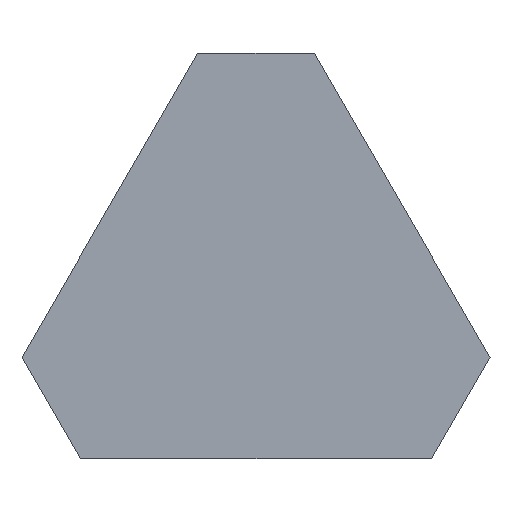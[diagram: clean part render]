
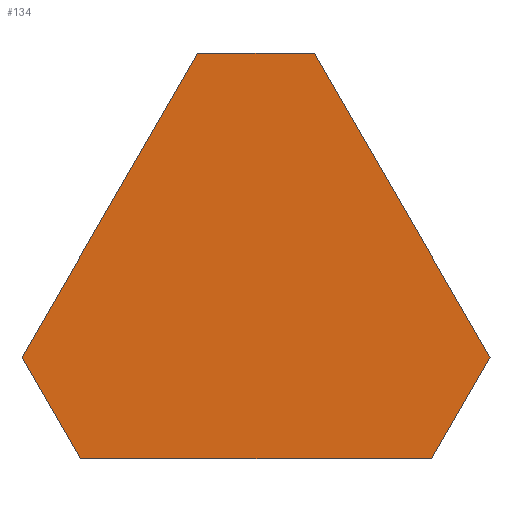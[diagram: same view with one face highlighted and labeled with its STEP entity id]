
A CAD part, top view. The second image highlights one B-rep face of the part: STEP entity #134.
In plain terms, the highlighted planar face has unit normal (0, 0, 1).
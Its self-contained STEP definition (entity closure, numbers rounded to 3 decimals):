
#5 = DIRECTION ( 'NONE',  ( 0., 0., 1. ) ) ;
#6 = VERTEX_POINT ( 'NONE', #192 ) ;
#9 = ORIENTED_EDGE ( 'NONE', *, *, #214, .T. ) ;
#12 = CARTESIAN_POINT ( 'NONE',  ( 160., 277.128, 5. ) ) ;
#22 = CARTESIAN_POINT ( 'NONE',  ( 0., 0., 5. ) ) ;
#27 = VERTEX_POINT ( 'NONE', #74 ) ;
#31 = VECTOR ( 'NONE', #161, 1000. ) ;
#35 = CARTESIAN_POINT ( 'NONE',  ( 280., 69.282, 5. ) ) ;
#36 = EDGE_LOOP ( 'NONE', ( #9, #295, #104, #217, #233, #200 ) ) ;
#39 = VECTOR ( 'NONE', #201, 1000. ) ;
#44 = CARTESIAN_POINT ( 'NONE',  ( 0., 0., 5. ) ) ;
#70 = DIRECTION ( 'NONE',  ( 1., 0., 0. ) ) ;
#71 = EDGE_CURVE ( 'NONE', #6, #27, #223, .T. ) ;
#74 = CARTESIAN_POINT ( 'NONE',  ( 80., 277.128, 5. ) ) ;
#75 = CARTESIAN_POINT ( 'NONE',  ( 80., 277.128, 5. ) ) ;
#79 = LINE ( 'NONE', #75, #131 ) ;
#82 = VERTEX_POINT ( 'NONE', #303 ) ;
#100 = CARTESIAN_POINT ( 'NONE',  ( -40., 69.282, 5. ) ) ;
#104 = ORIENTED_EDGE ( 'NONE', *, *, #282, .T. ) ;
#117 = DIRECTION ( 'NONE',  ( 1., 0., 0. ) ) ;
#131 = VECTOR ( 'NONE', #172, 1000. ) ;
#134 = ADVANCED_FACE ( 'NONE', ( #243 ), #191, .T. ) ;
#141 = CARTESIAN_POINT ( 'NONE',  ( 0., 0., 5. ) ) ;
#143 = VERTEX_POINT ( 'NONE', #141 ) ;
#152 = EDGE_CURVE ( 'NONE', #251, #6, #189, .T. ) ;
#161 = DIRECTION ( 'NONE',  ( -1., 0., 0. ) ) ;
#162 = VERTEX_POINT ( 'NONE', #164 ) ;
#164 = CARTESIAN_POINT ( 'NONE',  ( -40., 69.282, 5. ) ) ;
#172 = DIRECTION ( 'NONE',  ( -0.5, -0.866, 0. ) ) ;
#177 = CARTESIAN_POINT ( 'NONE',  ( 240., 0., 5. ) ) ;
#186 = DIRECTION ( 'NONE',  ( 0.5, -0.866, 0. ) ) ;
#188 = VECTOR ( 'NONE', #117, 1000. ) ;
#189 = LINE ( 'NONE', #259, #297 ) ;
#191 = PLANE ( 'NONE',  #250 ) ;
#192 = CARTESIAN_POINT ( 'NONE',  ( 160., 277.128, 5. ) ) ;
#197 = EDGE_CURVE ( 'NONE', #143, #82, #213, .T. ) ;
#200 = ORIENTED_EDGE ( 'NONE', *, *, #286, .T. ) ;
#201 = DIRECTION ( 'NONE',  ( 0.5, 0.866, 0. ) ) ;
#210 = LINE ( 'NONE', #100, #242 ) ;
#213 = LINE ( 'NONE', #22, #188 ) ;
#214 = EDGE_CURVE ( 'NONE', #162, #143, #210, .T. ) ;
#217 = ORIENTED_EDGE ( 'NONE', *, *, #152, .T. ) ;
#223 = LINE ( 'NONE', #12, #31 ) ;
#233 = ORIENTED_EDGE ( 'NONE', *, *, #71, .T. ) ;
#237 = DIRECTION ( 'NONE',  ( -0.5, 0.866, 0. ) ) ;
#242 = VECTOR ( 'NONE', #186, 1000. ) ;
#243 = FACE_OUTER_BOUND ( 'NONE', #36, .T. ) ;
#250 = AXIS2_PLACEMENT_3D ( 'NONE', #44, #5, #70 ) ;
#251 = VERTEX_POINT ( 'NONE', #35 ) ;
#259 = CARTESIAN_POINT ( 'NONE',  ( 280., 69.282, 5. ) ) ;
#282 = EDGE_CURVE ( 'NONE', #82, #251, #296, .T. ) ;
#286 = EDGE_CURVE ( 'NONE', #27, #162, #79, .T. ) ;
#295 = ORIENTED_EDGE ( 'NONE', *, *, #197, .T. ) ;
#296 = LINE ( 'NONE', #177, #39 ) ;
#297 = VECTOR ( 'NONE', #237, 1000. ) ;
#303 = CARTESIAN_POINT ( 'NONE',  ( 240., 0., 5. ) ) ;
